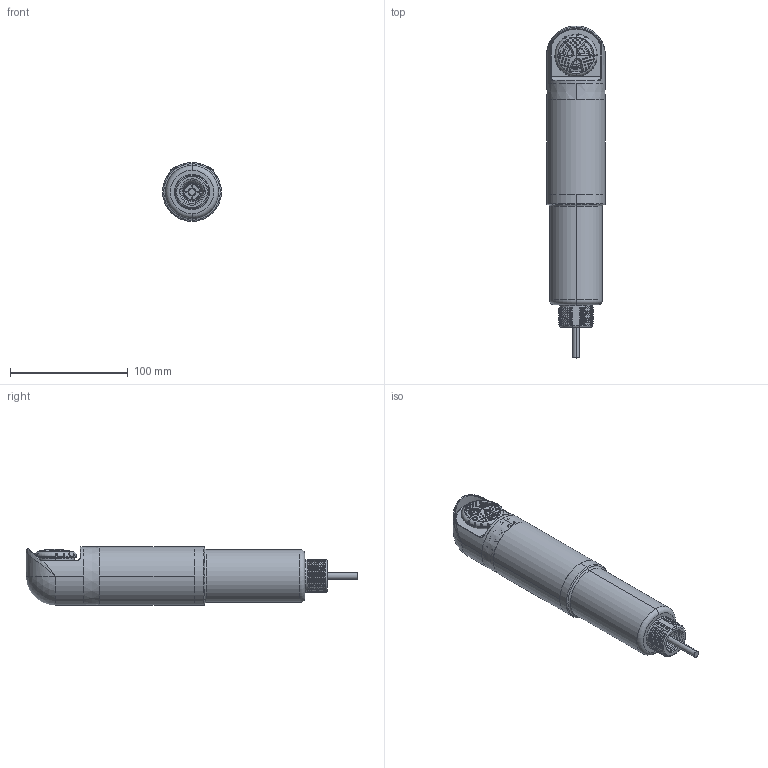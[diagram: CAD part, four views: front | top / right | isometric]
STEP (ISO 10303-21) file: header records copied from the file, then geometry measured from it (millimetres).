
FILE_DESCRIPTION((''),'2;1');
FILE_NAME('168389_ASM','2013-03-22T',('pdmadmin'),(''),'PRO/ENGINEER BY PARAMETRIC TECHNOLOGY CORPORATION, 2012300','PRO/ENGINEER BY PARAMETRIC TECHNOLOGY CORPORATION, 2012300','');
FILE_SCHEMA(('CONFIG_CONTROL_DESIGN'));
Products named in the file (15): 163979; 144147; 62676; CABLE_570_5COND; 140412_GENERIC; 144104; 153229; 153843_MAIN_BODY; 153843_M100PIEZO; 153843_WIRES; 153843_GASKET; 153843_NUT; 153843_VOLUME_ADJUST; 153843_ASM; 168389_ASM
Assembly tree (14 placements, depth 3):
  168389_ASM
    163979
    144147
    62676
    CABLE_570_5COND
    140412_GENERIC
    144104
    153229
    153843_ASM
      153843_MAIN_BODY
      153843_M100PIEZO
      153843_WIRES
      153843_GASKET
      153843_NUT
      153843_VOLUME_ADJUST
Bounding box: 50 x 282.1 x 50 mm (x, y, z)
Volume: 141662.1 mm3; surface area: 119563.9 mm2
Topology: 12 solids, 54 shells, 2733 faces, 7359 edges, 4684 vertices
Faces by surface type: bspline 749, plane 738, cylinder 695, torus 266, cone 149, sphere 108, extrusion 25, revolution 3
Entity records: 258844 total; most frequent: CARTESIAN_POINT 196496, ORIENTED_EDGE 14200, DIRECTION 10879, EDGE_CURVE 7341, VERTEX_POINT 4684, AXIS2_PLACEMENT_3D 4241, EDGE_LOOP 2867, B_SPLINE_CURVE_WITH_KNOTS 2754
